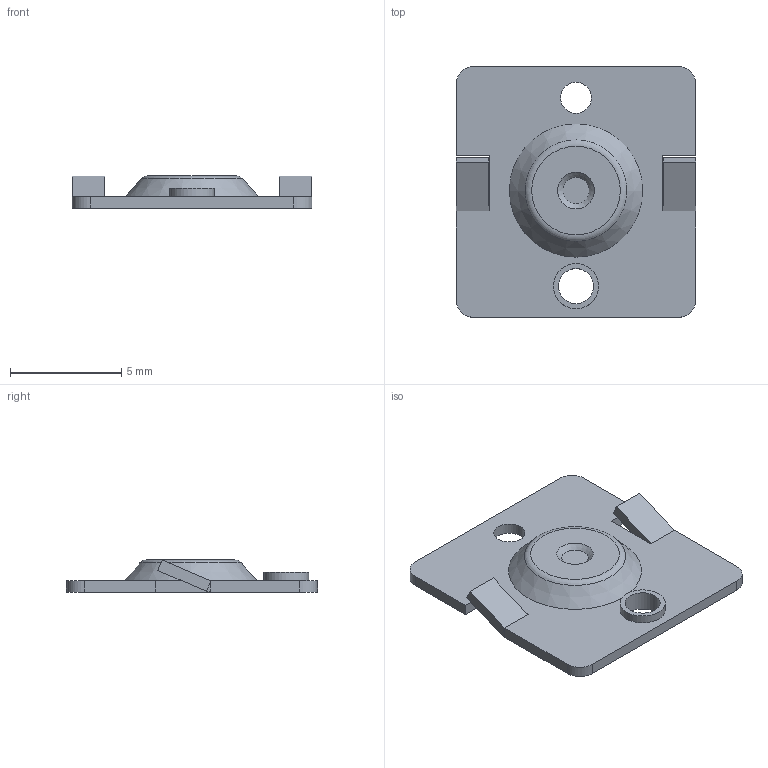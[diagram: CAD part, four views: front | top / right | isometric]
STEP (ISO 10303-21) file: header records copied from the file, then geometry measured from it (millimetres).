
FILE_DESCRIPTION (( 'STEP AP214' ), '1' );
FILE_NAME ('5224.STEP', '2014-11-03T20:02:50', ( '' ), ( '' ), 'SwSTEP 2.0', 'SolidWorks 2013', '' );
FILE_SCHEMA (( 'AUTOMOTIVE_DESIGN' ));
Length unit declared in the file: inch
Products named in the file (1): 5224
Bounding box: 10.79 x 11.3 x 1.45 mm (x, y, z)
Volume: 61.6 mm3; surface area: 290.5 mm2
Topology: 1 solids, 1 shells, 48 faces, 107 edges, 66 vertices
Faces by surface type: plane 33, cylinder 10, torus 3, cone 2
Full cylindrical faces by diameter (mm): 1.194 x1, 1.397 x1, 1.575 x1, 2.032 x1
Entity records: 1298 total; most frequent: DIRECTION 222, CARTESIAN_POINT 209, ORIENTED_EDGE 192, EDGE_CURVE 96, AXIS2_PLACEMENT_3D 77, VECTOR 68, LINE 68, EDGE_LOOP 66
